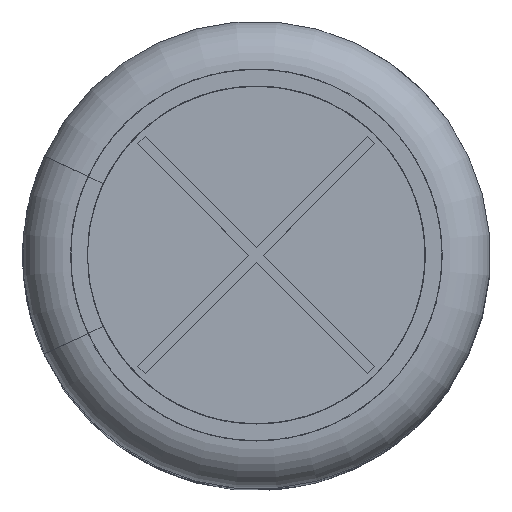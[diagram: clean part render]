
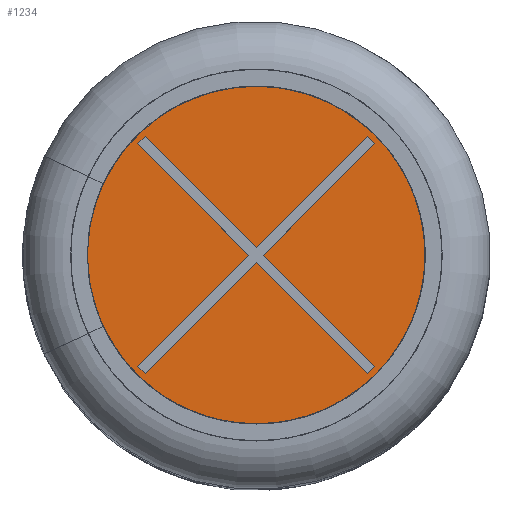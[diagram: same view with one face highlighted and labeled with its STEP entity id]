
A CAD part, top view. The second image highlights one B-rep face of the part: STEP entity #1234.
In plain terms, the highlighted planar face has unit normal (0, 0, 1).
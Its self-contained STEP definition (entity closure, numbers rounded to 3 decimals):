
#1234 = ADVANCED_FACE( '', ( #2724, #2725 ), #2726, .T. );
#2724 = FACE_OUTER_BOUND( '', #9905, .T. );
#2725 = FACE_BOUND( '', #9906, .T. );
#2726 = PLANE( '', #9907 );
#9905 = EDGE_LOOP( '', ( #15903 ) );
#9906 = EDGE_LOOP( '', ( #15904, #15905, #15906, #15907, #15908, #15909, #15910, #15911, #15912, #15913, #15914, #15915 ) );
#9907 = AXIS2_PLACEMENT_3D( '', #15916, #15917, #15918 );
#15903 = ORIENTED_EDGE( '', *, *, #18715, .F. );
#15904 = ORIENTED_EDGE( '', *, *, #17624, .T. );
#15905 = ORIENTED_EDGE( '', *, *, #18663, .T. );
#15906 = ORIENTED_EDGE( '', *, *, #18325, .T. );
#15907 = ORIENTED_EDGE( '', *, *, #17338, .T. );
#15908 = ORIENTED_EDGE( '', *, *, #18716, .T. );
#15909 = ORIENTED_EDGE( '', *, *, #17674, .T. );
#15910 = ORIENTED_EDGE( '', *, *, #18375, .T. );
#15911 = ORIENTED_EDGE( '', *, *, #18717, .T. );
#15912 = ORIENTED_EDGE( '', *, *, #18718, .T. );
#15913 = ORIENTED_EDGE( '', *, *, #18719, .T. );
#15914 = ORIENTED_EDGE( '', *, *, #18561, .T. );
#15915 = ORIENTED_EDGE( '', *, *, #18475, .T. );
#15916 = CARTESIAN_POINT( '', ( -8.744, 0., 50.78 ) );
#15917 = DIRECTION( '', ( 0., 0., 1. ) );
#15918 = DIRECTION( '', ( 1., 0., 0. ) );
#17338 = EDGE_CURVE( '', #19177, #19178, #19179, .T. );
#17624 = EDGE_CURVE( '', #19668, #19669, #19670, .T. );
#17674 = EDGE_CURVE( '', #19751, #19752, #19753, .T. );
#18325 = EDGE_CURVE( '', #20796, #19177, #20797, .T. );
#18375 = EDGE_CURVE( '', #19752, #20867, #20868, .T. );
#18475 = EDGE_CURVE( '', #21008, #19668, #21009, .T. );
#18561 = EDGE_CURVE( '', #21120, #21008, #21121, .T. );
#18663 = EDGE_CURVE( '', #19669, #20796, #21248, .T. );
#18715 = EDGE_CURVE( '', #21308, #21308, #21309, .T. );
#18716 = EDGE_CURVE( '', #19178, #19751, #21310, .T. );
#18717 = EDGE_CURVE( '', #20867, #21311, #21312, .T. );
#18718 = EDGE_CURVE( '', #21311, #21313, #21314, .T. );
#18719 = EDGE_CURVE( '', #21313, #21120, #21315, .T. );
#19177 = VERTEX_POINT( '', #22064 );
#19178 = VERTEX_POINT( '', #22065 );
#19179 = LINE( '', #22066, #22067 );
#19668 = VERTEX_POINT( '', #23261 );
#19669 = VERTEX_POINT( '', #23262 );
#19670 = LINE( '', #23263, #23264 );
#19751 = VERTEX_POINT( '', #23395 );
#19752 = VERTEX_POINT( '', #23396 );
#19753 = LINE( '', #23397, #23398 );
#20796 = VERTEX_POINT( '', #26324 );
#20797 = LINE( '', #26325, #26326 );
#20867 = VERTEX_POINT( '', #26542 );
#20868 = LINE( '', #26543, #26544 );
#21008 = VERTEX_POINT( '', #26980 );
#21009 = LINE( '', #26981, #26982 );
#21120 = VERTEX_POINT( '', #27229 );
#21121 = LINE( '', #27230, #27231 );
#21248 = LINE( '', #27650, #27651 );
#21308 = VERTEX_POINT( '', #27781 );
#21309 = CIRCLE( '', #27782, 8.744 );
#21310 = LINE( '', #27783, #27784 );
#21311 = VERTEX_POINT( '', #27785 );
#21312 = LINE( '', #27786, #27787 );
#21313 = VERTEX_POINT( '', #27788 );
#21314 = LINE( '', #27789, #27790 );
#21315 = LINE( '', #27791, #27792 );
#22064 = CARTESIAN_POINT( '', ( 5.226, 5.572, 50.78 ) );
#22065 = CARTESIAN_POINT( '', ( 5.572, 5.226, 50.78 ) );
#22066 = CARTESIAN_POINT( '', ( 5.572, 5.226, 50.78 ) );
#22067 = VECTOR( '', #28725, 1000. );
#23261 = CARTESIAN_POINT( '', ( -5.572, 5.226, 50.78 ) );
#23262 = CARTESIAN_POINT( '', ( -5.226, 5.572, 50.78 ) );
#23263 = CARTESIAN_POINT( '', ( -5.226, 5.572, 50.78 ) );
#23264 = VECTOR( '', #28992, 1000. );
#23395 = CARTESIAN_POINT( '', ( 0.346, 0., 50.78 ) );
#23396 = CARTESIAN_POINT( '', ( 5.572, -5.226, 50.78 ) );
#23397 = CARTESIAN_POINT( '', ( 0.346, 0., 50.78 ) );
#23398 = VECTOR( '', #29036, 1000. );
#26324 = CARTESIAN_POINT( '', ( 0., 0.346, 50.78 ) );
#26325 = CARTESIAN_POINT( '', ( 0., 0.346, 50.78 ) );
#26326 = VECTOR( '', #29729, 1000. );
#26542 = CARTESIAN_POINT( '', ( 5.226, -5.572, 50.78 ) );
#26543 = CARTESIAN_POINT( '', ( 5.572, -5.226, 50.78 ) );
#26544 = VECTOR( '', #29771, 1000. );
#26980 = CARTESIAN_POINT( '', ( -0.346, 0., 50.78 ) );
#26981 = CARTESIAN_POINT( '', ( -0.346, 0., 50.78 ) );
#26982 = VECTOR( '', #29880, 1000. );
#27229 = CARTESIAN_POINT( '', ( -5.572, -5.226, 50.78 ) );
#27230 = CARTESIAN_POINT( '', ( -0.346, 0., 50.78 ) );
#27231 = VECTOR( '', #29953, 1000. );
#27650 = CARTESIAN_POINT( '', ( 0., 0.346, 50.78 ) );
#27651 = VECTOR( '', #30018, 1000. );
#27781 = CARTESIAN_POINT( '', ( -8.744, 0., 50.78 ) );
#27782 = AXIS2_PLACEMENT_3D( '', #30052, #30053, #30054 );
#27783 = CARTESIAN_POINT( '', ( 0.346, 0., 50.78 ) );
#27784 = VECTOR( '', #30055, 1000. );
#27785 = CARTESIAN_POINT( '', ( 0., -0.346, 50.78 ) );
#27786 = CARTESIAN_POINT( '', ( 0., -0.346, 50.78 ) );
#27787 = VECTOR( '', #30056, 1000. );
#27788 = CARTESIAN_POINT( '', ( -5.226, -5.572, 50.78 ) );
#27789 = CARTESIAN_POINT( '', ( 0., -0.346, 50.78 ) );
#27790 = VECTOR( '', #30057, 1000. );
#27791 = CARTESIAN_POINT( '', ( -5.226, -5.572, 50.78 ) );
#27792 = VECTOR( '', #30058, 1000. );
#28725 = DIRECTION( '', ( 0.707, -0.707, 0. ) );
#28992 = DIRECTION( '', ( 0.707, 0.707, 0. ) );
#29036 = DIRECTION( '', ( 0.707, -0.707, 0. ) );
#29729 = DIRECTION( '', ( 0.707, 0.707, 0. ) );
#29771 = DIRECTION( '', ( -0.707, -0.707, 0. ) );
#29880 = DIRECTION( '', ( -0.707, 0.707, 0. ) );
#29953 = DIRECTION( '', ( 0.707, 0.707, 0. ) );
#30018 = DIRECTION( '', ( 0.707, -0.707, 0. ) );
#30052 = CARTESIAN_POINT( '', ( 0., 0., 50.78 ) );
#30053 = DIRECTION( '', ( 0., 0., -1. ) );
#30054 = DIRECTION( '', ( -1., 0., 0. ) );
#30055 = DIRECTION( '', ( -0.707, -0.707, 0. ) );
#30056 = DIRECTION( '', ( -0.707, 0.707, 0. ) );
#30057 = DIRECTION( '', ( -0.707, -0.707, 0. ) );
#30058 = DIRECTION( '', ( -0.707, 0.707, 0. ) );
